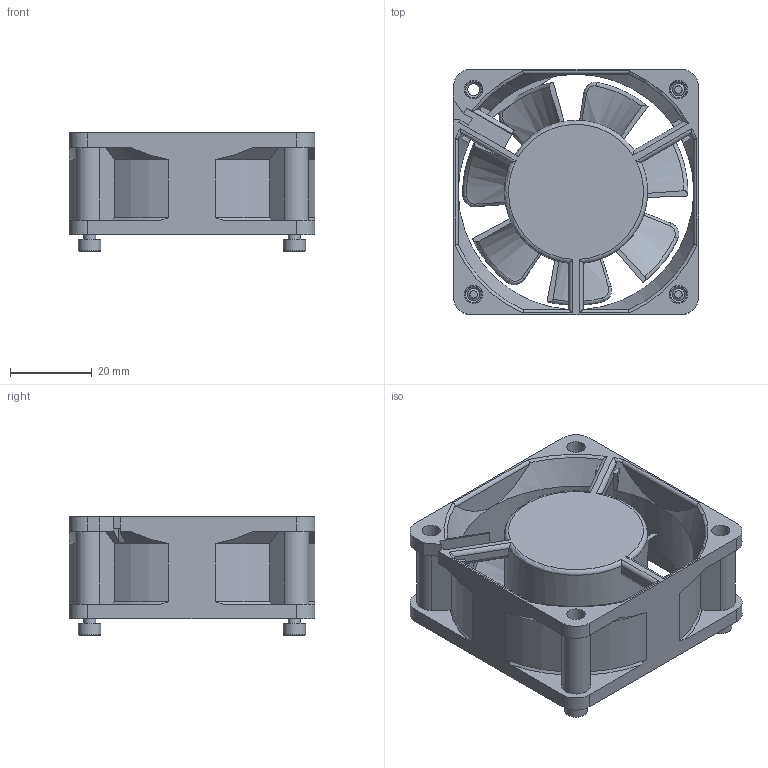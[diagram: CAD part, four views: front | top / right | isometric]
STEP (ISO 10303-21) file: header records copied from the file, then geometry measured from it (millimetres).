
FILE_DESCRIPTION(/* description */ (''),/* implementation_level */ '2;1');
FILE_NAME(/* name */ '6025_noctua.step',/* time_stamp */ '2025-05-12T13:49:16-05:00',/* author */ (''),/* organization */ (''),/* preprocessor_version */ 'ST-DEVELOPER v20.1',/* originating_system */ 'Autodesk Translation Framework v14.4.0.0',/* authorisation */ '');
FILE_SCHEMA (('AUTOMOTIVE_DESIGN { 1 0 10303 214 3 1 1 }'));
Products named in the file (10): 6020 Fan B; 6020 Impeller; M3x8 SHCS (161); M3x8 SHCS (162); M3x8 SHCS (160); 6020 Housing; M3 Threaded Insert (106); M3 Threaded Insert (104); M3 Threaded Insert (105); M3 Threaded Insert (103)
Assembly tree (9 placements, depth 2):
  6020 Fan B
    6020 Impeller
    M3x8 SHCS (161)
    M3x8 SHCS (162)
    M3x8 SHCS (160)
    6020 Housing
    M3 Threaded Insert (106)
    M3 Threaded Insert (104)
    M3 Threaded Insert (105)
    M3 Threaded Insert (103)
Bounding box: 60 x 60 x 29 mm (x, y, z)
Volume: 37606.1 mm3; surface area: 26051.1 mm2
Topology: 9 solids, 9 shells, 794 faces, 2188 edges, 1432 vertices
Faces by surface type: bspline 368, cylinder 199, plane 142, cone 65, torus 20
Full cylindrical faces by diameter (mm): 2.9 x4, 3 x3, 4.2 x4, 4.25 x4, 4.5 x4, 4.6 x4, 5.5 x3, 30.85 x1, 35 x1, 57.5 x1
Entity records: 41484 total; most frequent: CARTESIAN_POINT 23113, ORIENTED_EDGE 4376, DIRECTION 2996, EDGE_CURVE 2188, VERTEX_POINT 1432, AXIS2_PLACEMENT_3D 1269, B_SPLINE_CURVE_WITH_KNOTS 837, EDGE_LOOP 836
